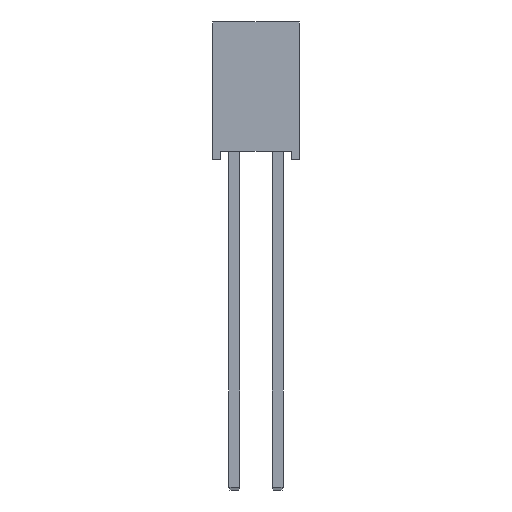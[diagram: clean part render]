
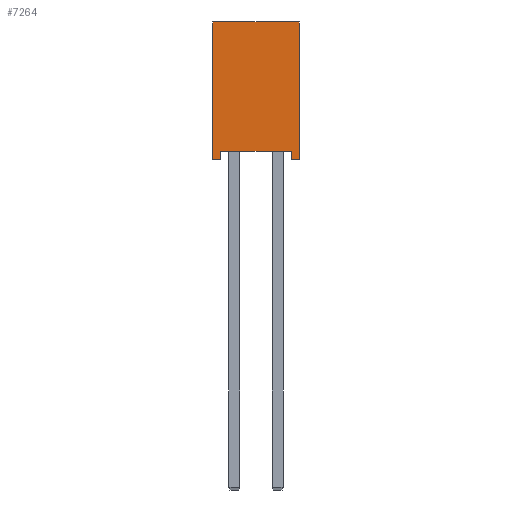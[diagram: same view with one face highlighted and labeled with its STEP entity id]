
A CAD part, front view. The second image highlights one B-rep face of the part: STEP entity #7264.
In plain terms, the highlighted planar face has unit normal (0, -1, 0).
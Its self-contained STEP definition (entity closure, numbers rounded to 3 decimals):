
#1383 = VERTEX_POINT('',#1384);
#1384 = CARTESIAN_POINT('',(3.,-29.149,6.395));
#1401 = VERTEX_POINT('',#1402);
#1402 = CARTESIAN_POINT('',(-1.,-29.149,6.395));
#1408 = EDGE_CURVE('',#1401,#1383,#1409,.T.);
#1409 = LINE('',#1410,#1411);
#1410 = CARTESIAN_POINT('',(-1.,-29.149,6.395));
#1411 = VECTOR('',#1412,1.);
#1412 = DIRECTION('',(1.,0.,0.));
#6686 = EDGE_CURVE('',#1383,#6687,#6689,.T.);
#6687 = VERTEX_POINT('',#6688);
#6688 = CARTESIAN_POINT('',(3.,-29.149,0.045));
#6689 = LINE('',#6690,#6691);
#6690 = CARTESIAN_POINT('',(3.,-29.149,6.395));
#6691 = VECTOR('',#6692,1.);
#6692 = DIRECTION('',(0.,0.,-1.));
#6775 = VERTEX_POINT('',#6776);
#6776 = CARTESIAN_POINT('',(-1.,-29.149,0.045));
#6782 = EDGE_CURVE('',#1401,#6775,#6783,.T.);
#6783 = LINE('',#6784,#6785);
#6784 = CARTESIAN_POINT('',(-1.,-29.149,6.395));
#6785 = VECTOR('',#6786,1.);
#6786 = DIRECTION('',(0.,0.,-1.));
#7264 = ADVANCED_FACE('',(#7265),#7308,.F.);
#7265 = FACE_BOUND('',#7266,.T.);
#7266 = EDGE_LOOP('',(#7267,#7277,#7285,#7293,#7299,#7300,#7301,#7302));
#7267 = ORIENTED_EDGE('',*,*,#7268,.F.);
#7268 = EDGE_CURVE('',#7269,#7271,#7273,.T.);
#7269 = VERTEX_POINT('',#7270);
#7270 = CARTESIAN_POINT('',(-0.619,-29.149,0.426));
#7271 = VERTEX_POINT('',#7272);
#7272 = CARTESIAN_POINT('',(-0.619,-29.149,0.045));
#7273 = LINE('',#7274,#7275);
#7274 = CARTESIAN_POINT('',(-0.619,-29.149,0.426));
#7275 = VECTOR('',#7276,1.);
#7276 = DIRECTION('',(-0.,0.,-1.));
#7277 = ORIENTED_EDGE('',*,*,#7278,.F.);
#7278 = EDGE_CURVE('',#7279,#7269,#7281,.T.);
#7279 = VERTEX_POINT('',#7280);
#7280 = CARTESIAN_POINT('',(2.619,-29.149,0.426));
#7281 = LINE('',#7282,#7283);
#7282 = CARTESIAN_POINT('',(2.619,-29.149,0.426));
#7283 = VECTOR('',#7284,1.);
#7284 = DIRECTION('',(-1.,0.,0.));
#7285 = ORIENTED_EDGE('',*,*,#7286,.F.);
#7286 = EDGE_CURVE('',#7287,#7279,#7289,.T.);
#7287 = VERTEX_POINT('',#7288);
#7288 = CARTESIAN_POINT('',(2.619,-29.149,0.045));
#7289 = LINE('',#7290,#7291);
#7290 = CARTESIAN_POINT('',(2.619,-29.149,0.045));
#7291 = VECTOR('',#7292,1.);
#7292 = DIRECTION('',(0.,0.,1.));
#7293 = ORIENTED_EDGE('',*,*,#7294,.T.);
#7294 = EDGE_CURVE('',#7287,#6687,#7295,.T.);
#7295 = LINE('',#7296,#7297);
#7296 = CARTESIAN_POINT('',(-1.,-29.149,0.045));
#7297 = VECTOR('',#7298,1.);
#7298 = DIRECTION('',(1.,0.,0.));
#7299 = ORIENTED_EDGE('',*,*,#6686,.F.);
#7300 = ORIENTED_EDGE('',*,*,#1408,.F.);
#7301 = ORIENTED_EDGE('',*,*,#6782,.T.);
#7302 = ORIENTED_EDGE('',*,*,#7303,.T.);
#7303 = EDGE_CURVE('',#6775,#7271,#7304,.T.);
#7304 = LINE('',#7305,#7306);
#7305 = CARTESIAN_POINT('',(-1.,-29.149,0.045));
#7306 = VECTOR('',#7307,1.);
#7307 = DIRECTION('',(1.,0.,0.));
#7308 = PLANE('',#7309);
#7309 = AXIS2_PLACEMENT_3D('',#7310,#7311,#7312);
#7310 = CARTESIAN_POINT('',(-1.,-29.149,6.395));
#7311 = DIRECTION('',(0.,1.,0.));
#7312 = DIRECTION('',(-1.,0.,0.));
